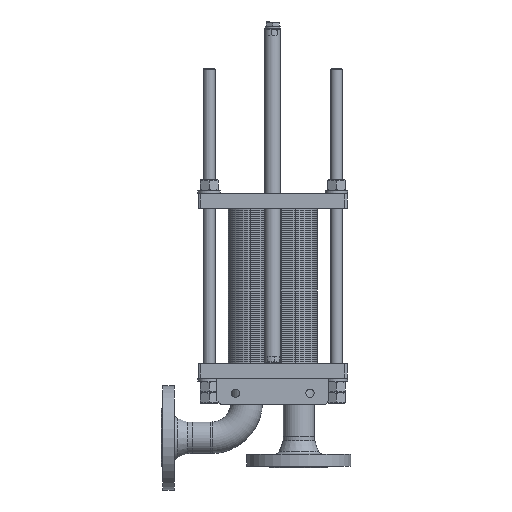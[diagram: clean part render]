
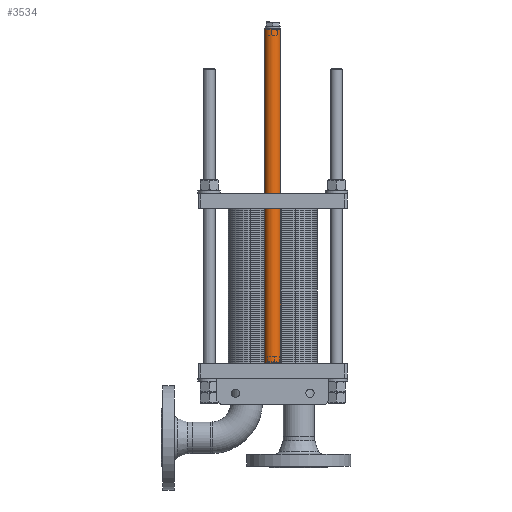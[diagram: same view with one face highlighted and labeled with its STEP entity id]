
A CAD part, front view. The second image highlights one B-rep face of the part: STEP entity #3534.
In plain terms, the highlighted cylindrical face has radius 10.65 mm (diameter 21.3 mm), a full revolution.
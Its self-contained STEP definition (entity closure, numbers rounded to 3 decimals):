
#3503=CARTESIAN_POINT('',(10.65,0.,-224.6));
#3504=VERTEX_POINT('',#3503);
#3505=CARTESIAN_POINT('',(0.0,0.0,-224.6));
#3506=DIRECTION('',(0.0,0.0,-1.0));
#3507=DIRECTION('',(-1.0,0.0,0.0));
#3508=AXIS2_PLACEMENT_3D('',#3505,#3506,#3507);
#3509=CIRCLE('',#3508,10.65);
#3510=EDGE_CURVE('',#3504,#3504,#3509,.T.);
#3515=CARTESIAN_POINT('',(0.0,0.0,0.0));
#3516=DIRECTION('',(0.0,0.0,1.0));
#3517=DIRECTION('',(-1.0,0.0,0.0));
#3518=AXIS2_PLACEMENT_3D('',#3515,#3516,#3517);
#3519=CYLINDRICAL_SURFACE('',#3518,10.65);
#3520=CARTESIAN_POINT('',(10.65,0.,224.6));
#3521=VERTEX_POINT('',#3520);
#3522=CARTESIAN_POINT('',(0.0,0.0,224.6));
#3523=DIRECTION('',(0.0,0.0,1.0));
#3524=DIRECTION('',(-1.0,0.0,0.0));
#3525=AXIS2_PLACEMENT_3D('',#3522,#3523,#3524);
#3526=CIRCLE('',#3525,10.65);
#3527=EDGE_CURVE('',#3521,#3521,#3526,.T.);
#3528=ORIENTED_EDGE('',*,*,#3527,.F.);
#3529=EDGE_LOOP('',(#3528));
#3530=FACE_OUTER_BOUND('',#3529,.T.);
#3531=ORIENTED_EDGE('',*,*,#3510,.F.);
#3532=EDGE_LOOP('',(#3531));
#3533=FACE_BOUND('',#3532,.T.);
#3534=ADVANCED_FACE('',(#3530,#3533),#3519,.T.);
